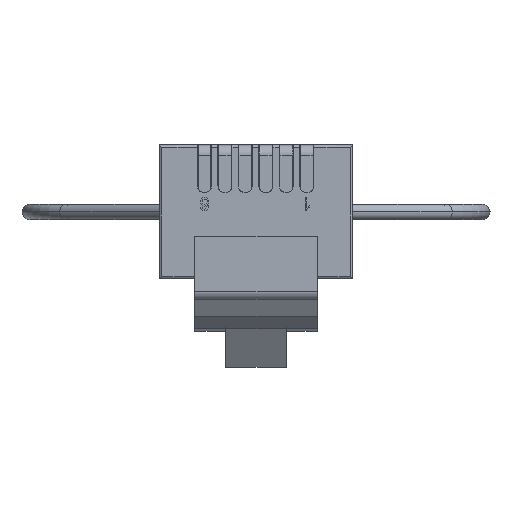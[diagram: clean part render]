
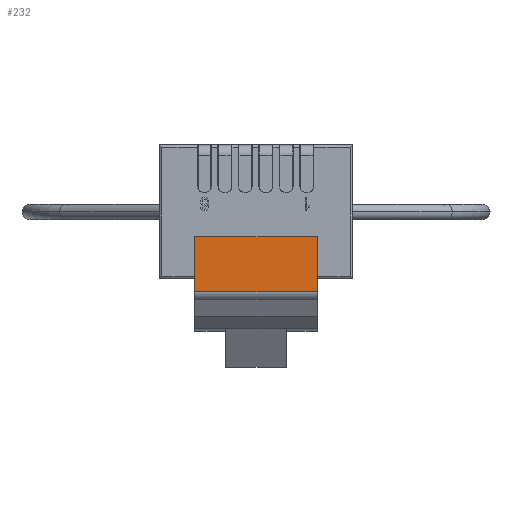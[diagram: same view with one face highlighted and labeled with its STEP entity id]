
A CAD part, front view. The second image highlights one B-rep face of the part: STEP entity #232.
In plain terms, the highlighted face is planar.
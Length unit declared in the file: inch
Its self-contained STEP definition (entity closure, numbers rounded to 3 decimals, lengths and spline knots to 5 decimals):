
#1 = VERTEX_POINT ( 'NONE', #1011 ) ;
#144 = VERTEX_POINT ( 'NONE', #1136 ) ;
#197 = EDGE_CURVE ( 'NONE', #1, #201, #1236, .T. ) ;
#201 = VERTEX_POINT ( 'NONE', #1305 ) ;
#206 = VERTEX_POINT ( 'NONE', #1281 ) ;
#208 = EDGE_CURVE ( 'NONE', #201, #206, #1280, .T. ) ;
#232 = ADVANCED_FACE ( 'NONE', ( #1422 ), #1402, .F. ) ;
#233 = EDGE_LOOP ( 'NONE', ( #245, #246, #248, #252 ) ) ;
#245 = ORIENTED_EDGE ( 'NONE', *, *, #208, .T. ) ;
#246 = ORIENTED_EDGE ( 'NONE', *, *, #247, .T. ) ;
#247 = EDGE_CURVE ( 'NONE', #206, #144, #1360, .T. ) ;
#248 = ORIENTED_EDGE ( 'NONE', *, *, #280, .T. ) ;
#252 = ORIENTED_EDGE ( 'NONE', *, *, #197, .T. ) ;
#280 = EDGE_CURVE ( 'NONE', #144, #1, #1319, .T. ) ;
#1011 = CARTESIAN_POINT ( 'NONE',  ( -0.12, 0.048, 0.273 ) ) ;
#1136 = CARTESIAN_POINT ( 'NONE',  ( -0.12, 0.156, 0.273 ) ) ;
#1235 = CARTESIAN_POINT ( 'NONE',  ( 0.12, 0.048, 0.273 ) ) ;
#1236 = LINE ( 'NONE', #1235, #1276 ) ;
#1275 = DIRECTION ( 'NONE',  ( 1., 0., 0. ) ) ;
#1276 = VECTOR ( 'NONE', #1275, 39.37008 ) ;
#1277 = DIRECTION ( 'NONE',  ( 0., 1., 0. ) ) ;
#1278 = VECTOR ( 'NONE', #1277, 39.37008 ) ;
#1279 = CARTESIAN_POINT ( 'NONE',  ( 0.12, 0.171, 0.273 ) ) ;
#1280 = LINE ( 'NONE', #1279, #1278 ) ;
#1281 = CARTESIAN_POINT ( 'NONE',  ( 0.12, 0.156, 0.273 ) ) ;
#1305 = CARTESIAN_POINT ( 'NONE',  ( 0.12, 0.048, 0.273 ) ) ;
#1317 = VECTOR ( 'NONE', #1415, 39.37008 ) ;
#1318 = CARTESIAN_POINT ( 'NONE',  ( -0.12, 0.171, 0.273 ) ) ;
#1319 = LINE ( 'NONE', #1318, #1317 ) ;
#1357 = DIRECTION ( 'NONE',  ( -1., 0., 0. ) ) ;
#1358 = VECTOR ( 'NONE', #1357, 39.37008 ) ;
#1359 = CARTESIAN_POINT ( 'NONE',  ( -0.12, 0.156, 0.273 ) ) ;
#1360 = LINE ( 'NONE', #1359, #1358 ) ;
#1398 = DIRECTION ( 'NONE',  ( -1., 0., 0. ) ) ;
#1399 = DIRECTION ( 'NONE',  ( 0., 0., -1. ) ) ;
#1400 = CARTESIAN_POINT ( 'NONE',  ( -0.12, 0.171, 0.273 ) ) ;
#1401 = AXIS2_PLACEMENT_3D ( 'NONE', #1400, #1399, #1398 ) ;
#1402 = PLANE ( 'NONE',  #1401 ) ;
#1415 = DIRECTION ( 'NONE',  ( 0., -1., 0. ) ) ;
#1422 = FACE_OUTER_BOUND ( 'NONE', #233, .T. ) ;
